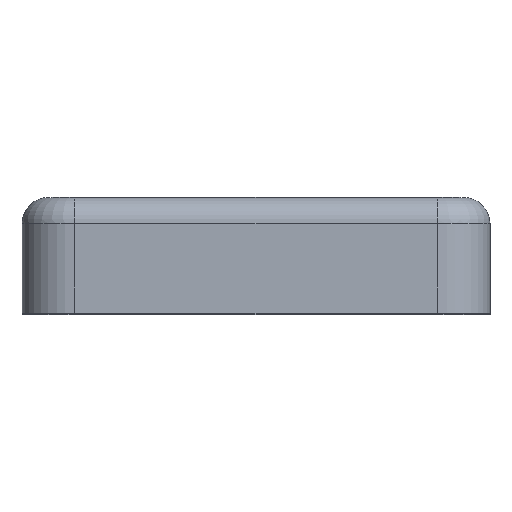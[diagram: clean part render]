
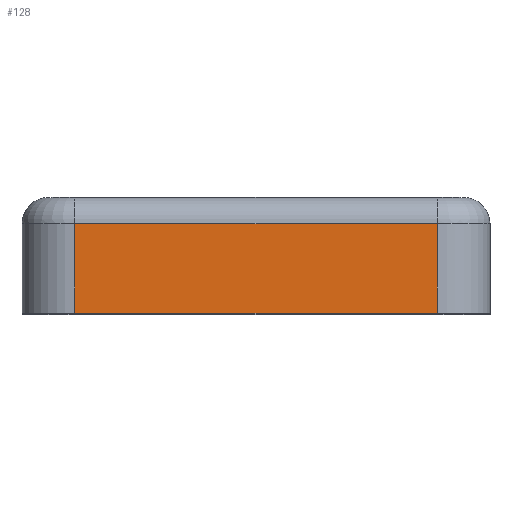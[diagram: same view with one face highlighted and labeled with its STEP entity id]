
A CAD part, top view. The second image highlights one B-rep face of the part: STEP entity #128.
In plain terms, the highlighted planar face has unit normal (0, 0, 1).
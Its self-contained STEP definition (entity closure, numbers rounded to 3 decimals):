
#83 = CARTESIAN_POINT ( 'NONE',  ( -6.9, -4.4, 15.4 ) ) ;
#88 = VECTOR ( 'NONE', #883, 1000. ) ;
#103 = ORIENTED_EDGE ( 'NONE', *, *, #342, .T. ) ;
#128 = ADVANCED_FACE ( 'NONE', ( #1826 ), #979, .T. ) ;
#154 = VECTOR ( 'NONE', #2631, 1000. ) ;
#338 = VECTOR ( 'NONE', #1963, 1000. ) ;
#342 = EDGE_CURVE ( 'NONE', #1999, #547, #2583, .T. ) ;
#547 = VERTEX_POINT ( 'NONE', #1175 ) ;
#554 = CARTESIAN_POINT ( 'NONE',  ( 6.9, -1., 15.4 ) ) ;
#577 = AXIS2_PLACEMENT_3D ( 'NONE', #1375, #1593, #1097 ) ;
#659 = EDGE_CURVE ( 'NONE', #2303, #1810, #1124, .T. ) ;
#786 = ORIENTED_EDGE ( 'NONE', *, *, #2063, .T. ) ;
#883 = DIRECTION ( 'NONE',  ( 1., 0., 0. ) ) ;
#979 = PLANE ( 'NONE',  #577 ) ;
#1001 = CARTESIAN_POINT ( 'NONE',  ( 6.9, -4.4, 15.4 ) ) ;
#1097 = DIRECTION ( 'NONE',  ( 1., 0., 0. ) ) ;
#1117 = LINE ( 'NONE', #83, #88 ) ;
#1124 = LINE ( 'NONE', #2638, #154 ) ;
#1175 = CARTESIAN_POINT ( 'NONE',  ( -6.9, -4.4, 15.4 ) ) ;
#1195 = LINE ( 'NONE', #2299, #1832 ) ;
#1375 = CARTESIAN_POINT ( 'NONE',  ( -6.9, 0., 15.4 ) ) ;
#1593 = DIRECTION ( 'NONE',  ( 0., 0., 1. ) ) ;
#1716 = ORIENTED_EDGE ( 'NONE', *, *, #659, .F. ) ;
#1747 = CARTESIAN_POINT ( 'NONE',  ( -6.9, 0., 15.4 ) ) ;
#1810 = VERTEX_POINT ( 'NONE', #1001 ) ;
#1826 = FACE_OUTER_BOUND ( 'NONE', #2407, .T. ) ;
#1832 = VECTOR ( 'NONE', #2517, 1000. ) ;
#1927 = EDGE_CURVE ( 'NONE', #1999, #2303, #1195, .T. ) ;
#1929 = ORIENTED_EDGE ( 'NONE', *, *, #1927, .F. ) ;
#1963 = DIRECTION ( 'NONE',  ( 0., -1., 0. ) ) ;
#1999 = VERTEX_POINT ( 'NONE', #2354 ) ;
#2063 = EDGE_CURVE ( 'NONE', #547, #1810, #1117, .T. ) ;
#2299 = CARTESIAN_POINT ( 'NONE',  ( -6.9, -1., 15.4 ) ) ;
#2303 = VERTEX_POINT ( 'NONE', #554 ) ;
#2354 = CARTESIAN_POINT ( 'NONE',  ( -6.9, -1., 15.4 ) ) ;
#2407 = EDGE_LOOP ( 'NONE', ( #786, #1716, #1929, #103 ) ) ;
#2517 = DIRECTION ( 'NONE',  ( 1., 0., 0. ) ) ;
#2583 = LINE ( 'NONE', #1747, #338 ) ;
#2631 = DIRECTION ( 'NONE',  ( 0., -1., 0. ) ) ;
#2638 = CARTESIAN_POINT ( 'NONE',  ( 6.9, 0., 15.4 ) ) ;
